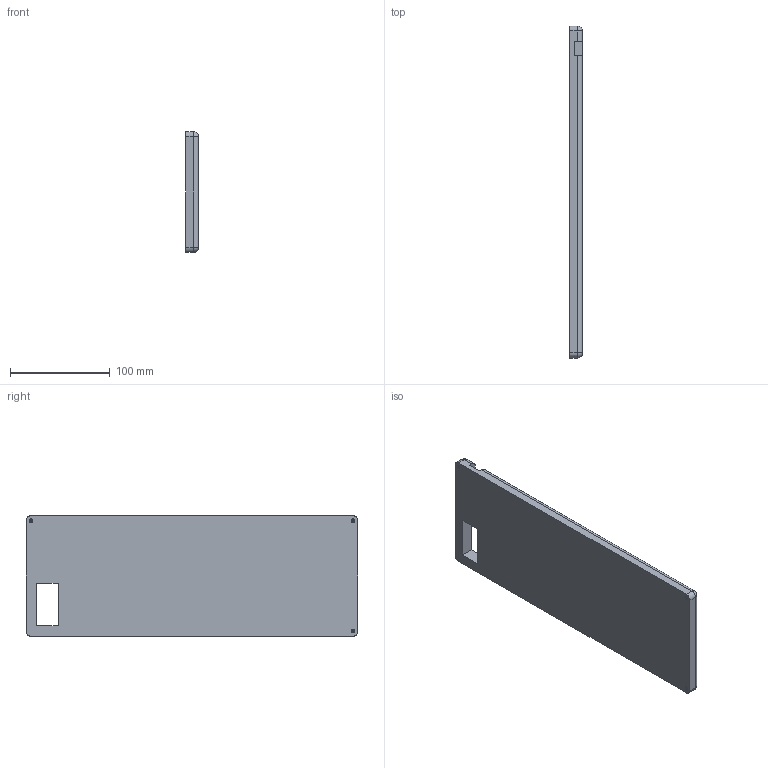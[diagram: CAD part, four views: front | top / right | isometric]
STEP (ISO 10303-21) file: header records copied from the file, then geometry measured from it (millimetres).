
FILE_DESCRIPTION(/* description */ ('STEP AP242','CAx-IF Rec.Pracs.---Representation and Presentation of Product Manufacturing Information (PMI)---4.0---2014-10-13','CAx-IF Rec.Pracs.---3D Tessellated Geometry---0.4---2014-09-14','2;1'),/* implementation_level */ '2;1');
FILE_NAME(/* name */ '684f4914f7676a404b2407c9',/* time_stamp */ '2025-06-15T22:28:37Z',/* author */ (''),/* organization */ (''),/* preprocessor_version */ 'ST-DEVELOPER v20',/* originating_system */ 'ONSHAPE BY PTC INC, 1.199',/* authorisation */ ' ');
FILE_SCHEMA (('AP242_MANAGED_MODEL_BASED_3D_ENGINEERING_MIM_LF { 1 0 10303 442 1 1 4 }'));
Length unit declared in the file: metre
Products named in the file (5): Surface 1; Part 4; Part 1; Part 2; Part 3
Bounding box: 13 x 333 x 121 mm (x, y, z)
Volume: 199322.4 mm3; surface area: 100115.9 mm2
Topology: 4 solids, 5 shells, 50 faces, 129 edges, 81 vertices
Faces by surface type: plane 28, cylinder 18, sphere 4
Full cylindrical faces by diameter (mm): 2 x3, 3.6 x6
Entity records: 1600 total; most frequent: CARTESIAN_POINT 277, DIRECTION 256, ORIENTED_EDGE 224, EDGE_CURVE 115, AXIS2_PLACEMENT_3D 93, VERTEX_POINT 80, LINE 70, VECTOR 70
